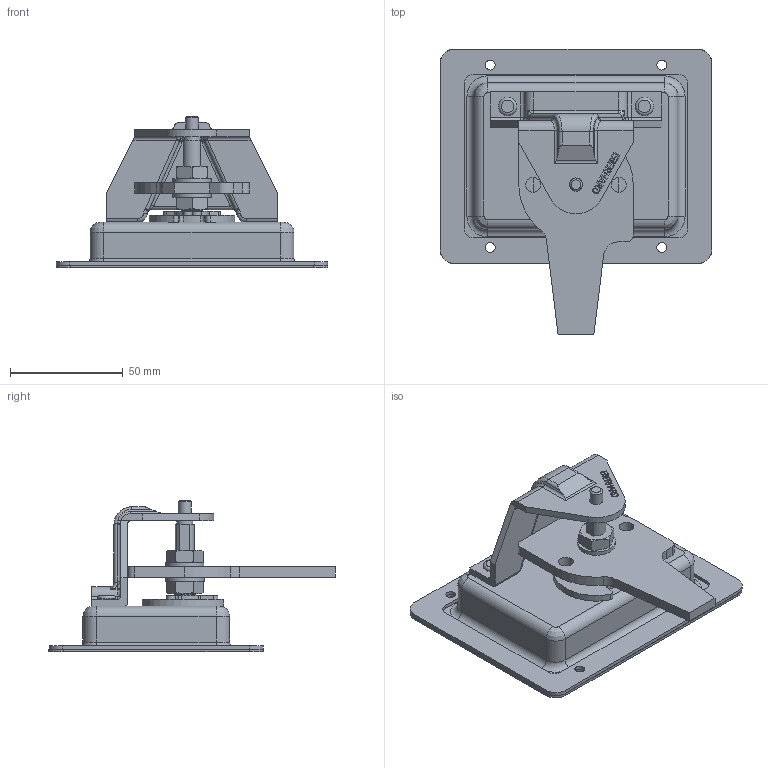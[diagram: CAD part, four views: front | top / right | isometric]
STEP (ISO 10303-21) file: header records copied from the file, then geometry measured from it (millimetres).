
FILE_DESCRIPTION((''),'2;1');
FILE_NAME('2-8000-SSRL.stp','2012-09-19T09:24:30',('fredp'),(''),'Autodesk Inventor 2012','Autodesk Inventor 2012','');
FILE_SCHEMA(('AUTOMOTIVE_DESIGN { 1 0 10303 214 1 1 1 1 }'));
Length unit declared in the file: inch
Products named in the file (1): 2-8000-SSRL
Bounding box: 120.65 x 127 x 67.46 mm (x, y, z)
Volume: 78887.8 mm3; surface area: 75914.2 mm2
Topology: 16 solids, 16 shells, 663 faces, 1639 edges, 1032 vertices
Faces by surface type: plane 276, cylinder 196, bspline 102, torus 48, cone 36, sphere 5
Full cylindrical faces by diameter (mm): 3.454 x1, 4.369 x8, 4.445 x1, 4.699 x1, 4.737 x2, 4.94 x2, 4.978 x4, 5.156 x1, 5.728 x1, 5.969 x1, 6.629 x2, 7.137 x2, 7.239 x1, 7.938 x2, 8.122 x2, 9.525 x1, 14.681 x1, 15.088 x1, 26.365 x1, 28.753 x1
Entity records: 25167 total; most frequent: CARTESIAN_POINT 9341, ORIENTED_EDGE 3164, DIRECTION 2968, EDGE_CURVE 1582, AXIS2_PLACEMENT_3D 1082, VERTEX_POINT 1027, VECTOR 804, LINE 804
